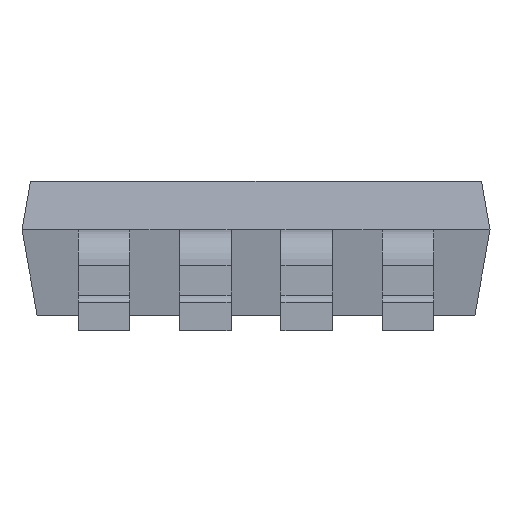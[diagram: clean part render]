
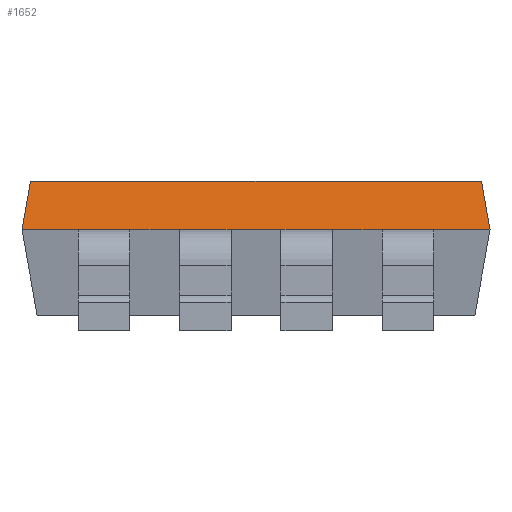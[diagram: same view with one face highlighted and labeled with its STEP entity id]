
A CAD part, front view. The second image highlights one B-rep face of the part: STEP entity #1652.
In plain terms, the highlighted planar face has unit normal (0, -0.985, 0.174).
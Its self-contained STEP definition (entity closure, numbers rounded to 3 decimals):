
#35 = DIRECTION ( 'NONE',  ( 1., 0., 0. ) ) ;
#135 = DIRECTION ( 'NONE',  ( -0.171, -0.171, -0.97 ) ) ;
#327 = CARTESIAN_POINT ( 'NONE',  ( -1.5, -1.5, 0. ) ) ;
#628 = VERTEX_POINT ( 'NONE', #9201 ) ;
#1045 = VERTEX_POINT ( 'NONE', #7844 ) ;
#1652 = ADVANCED_FACE ( 'NONE', ( #5945 ), #17620, .T. ) ;
#1927 = DIRECTION ( 'NONE',  ( 0., -0.985, 0.174 ) ) ;
#1997 = LINE ( 'NONE', #17958, #4147 ) ;
#2272 = LINE ( 'NONE', #9710, #8671 ) ;
#2299 = VECTOR ( 'NONE', #35, 1000. ) ;
#2468 = DIRECTION ( 'NONE',  ( 1., 0., 0. ) ) ;
#2480 = CARTESIAN_POINT ( 'NONE',  ( 1.5, -1.5, 0. ) ) ;
#2484 = VERTEX_POINT ( 'NONE', #2797 ) ;
#2797 = CARTESIAN_POINT ( 'NONE',  ( -0.16, -1.5, 0. ) ) ;
#3166 = CARTESIAN_POINT ( 'NONE',  ( 0.16, -1.5, 0. ) ) ;
#3409 = VERTEX_POINT ( 'NONE', #7736 ) ;
#3564 = AXIS2_PLACEMENT_3D ( 'NONE', #7463, #1927, #4715 ) ;
#3763 = VECTOR ( 'NONE', #135, 1000. ) ;
#4147 = VECTOR ( 'NONE', #9138, 1000. ) ;
#4174 = ORIENTED_EDGE ( 'NONE', *, *, #16845, .T. ) ;
#4279 = VECTOR ( 'NONE', #16386, 1000. ) ;
#4715 = DIRECTION ( 'NONE',  ( 0., -0.174, -0.985 ) ) ;
#4836 = VECTOR ( 'NONE', #6741, 1000. ) ;
#4839 = EDGE_CURVE ( 'NONE', #13026, #1045, #13882, .T. ) ;
#4879 = ORIENTED_EDGE ( 'NONE', *, *, #15725, .T. ) ;
#4979 = ORIENTED_EDGE ( 'NONE', *, *, #10754, .F. ) ;
#4986 = CARTESIAN_POINT ( 'NONE',  ( -1.5, -1.5, 0. ) ) ;
#5110 = VECTOR ( 'NONE', #9829, 1000. ) ;
#5394 = CARTESIAN_POINT ( 'NONE',  ( -0.49, -1.5, 0. ) ) ;
#5945 = FACE_OUTER_BOUND ( 'NONE', #8358, .T. ) ;
#5965 = VECTOR ( 'NONE', #10621, 1000. ) ;
#5973 = CARTESIAN_POINT ( 'NONE',  ( 1.14, -1.5, 0. ) ) ;
#6269 = DIRECTION ( 'NONE',  ( 1., 0., 0. ) ) ;
#6741 = DIRECTION ( 'NONE',  ( 1., 0., 0. ) ) ;
#7263 = LINE ( 'NONE', #13159, #2299 ) ;
#7463 = CARTESIAN_POINT ( 'NONE',  ( -1.5, -1.5, 0. ) ) ;
#7552 = DIRECTION ( 'NONE',  ( 1., 0., 0. ) ) ;
#7736 = CARTESIAN_POINT ( 'NONE',  ( -1.5, -1.5, 0. ) ) ;
#7844 = CARTESIAN_POINT ( 'NONE',  ( 1.445, -1.445, 0.31 ) ) ;
#7939 = EDGE_CURVE ( 'NONE', #13298, #628, #2272, .T. ) ;
#8324 = EDGE_CURVE ( 'NONE', #14731, #9097, #9541, .T. ) ;
#8358 = EDGE_LOOP ( 'NONE', ( #17615, #12985, #9090, #4174, #4879, #18054, #9105, #18785, #10061, #4979, #8878, #16682 ) ) ;
#8387 = DIRECTION ( 'NONE',  ( 1., 0., 0. ) ) ;
#8671 = VECTOR ( 'NONE', #2468, 1000. ) ;
#8878 = ORIENTED_EDGE ( 'NONE', *, *, #4839, .F. ) ;
#9090 = ORIENTED_EDGE ( 'NONE', *, *, #17411, .T. ) ;
#9097 = VERTEX_POINT ( 'NONE', #18514 ) ;
#9105 = ORIENTED_EDGE ( 'NONE', *, *, #15148, .T. ) ;
#9138 = DIRECTION ( 'NONE',  ( 1., 0., 0. ) ) ;
#9201 = CARTESIAN_POINT ( 'NONE',  ( -0.81, -1.5, 0. ) ) ;
#9336 = VECTOR ( 'NONE', #11368, 1000. ) ;
#9473 = VERTEX_POINT ( 'NONE', #5394 ) ;
#9541 = LINE ( 'NONE', #4986, #5965 ) ;
#9710 = CARTESIAN_POINT ( 'NONE',  ( -1.5, -1.5, 0. ) ) ;
#9829 = DIRECTION ( 'NONE',  ( 1., 0., 0. ) ) ;
#9890 = VERTEX_POINT ( 'NONE', #10604 ) ;
#10061 = ORIENTED_EDGE ( 'NONE', *, *, #8324, .T. ) ;
#10094 = EDGE_CURVE ( 'NONE', #3409, #13298, #18727, .T. ) ;
#10584 = VECTOR ( 'NONE', #7552, 1000. ) ;
#10604 = CARTESIAN_POINT ( 'NONE',  ( 0.81, -1.5, 0. ) ) ;
#10617 = CARTESIAN_POINT ( 'NONE',  ( -1.5, -1.5, 0. ) ) ;
#10621 = DIRECTION ( 'NONE',  ( 1., 0., 0. ) ) ;
#10754 = EDGE_CURVE ( 'NONE', #1045, #9097, #15802, .T. ) ;
#11368 = DIRECTION ( 'NONE',  ( 0.171, -0.171, -0.97 ) ) ;
#11396 = EDGE_CURVE ( 'NONE', #13026, #3409, #17627, .T. ) ;
#11588 = LINE ( 'NONE', #18752, #5110 ) ;
#11742 = CARTESIAN_POINT ( 'NONE',  ( -1.5, -1.5, 0. ) ) ;
#11797 = CARTESIAN_POINT ( 'NONE',  ( 0.49, -1.5, 0. ) ) ;
#12148 = VECTOR ( 'NONE', #6269, 1000. ) ;
#12557 = CARTESIAN_POINT ( 'NONE',  ( 0., -1.445, 0.31 ) ) ;
#12879 = VECTOR ( 'NONE', #8387, 1000. ) ;
#12985 = ORIENTED_EDGE ( 'NONE', *, *, #7939, .T. ) ;
#13026 = VERTEX_POINT ( 'NONE', #13921 ) ;
#13159 = CARTESIAN_POINT ( 'NONE',  ( -1.5, -1.5, 0. ) ) ;
#13298 = VERTEX_POINT ( 'NONE', #14251 ) ;
#13347 = LINE ( 'NONE', #13522, #10584 ) ;
#13522 = CARTESIAN_POINT ( 'NONE',  ( -1.5, -1.5, 0. ) ) ;
#13882 = LINE ( 'NONE', #12557, #12879 ) ;
#13921 = CARTESIAN_POINT ( 'NONE',  ( -1.445, -1.445, 0.31 ) ) ;
#14251 = CARTESIAN_POINT ( 'NONE',  ( -1.14, -1.5, 0. ) ) ;
#14731 = VERTEX_POINT ( 'NONE', #5973 ) ;
#15148 = EDGE_CURVE ( 'NONE', #15274, #9890, #7263, .T. ) ;
#15274 = VERTEX_POINT ( 'NONE', #11797 ) ;
#15725 = EDGE_CURVE ( 'NONE', #2484, #17761, #1997, .T. ) ;
#15802 = LINE ( 'NONE', #2480, #9336 ) ;
#16386 = DIRECTION ( 'NONE',  ( 1., 0., 0. ) ) ;
#16469 = EDGE_CURVE ( 'NONE', #17761, #15274, #13347, .T. ) ;
#16645 = LINE ( 'NONE', #10617, #4279 ) ;
#16682 = ORIENTED_EDGE ( 'NONE', *, *, #11396, .T. ) ;
#16845 = EDGE_CURVE ( 'NONE', #9473, #2484, #11588, .T. ) ;
#17411 = EDGE_CURVE ( 'NONE', #628, #9473, #18419, .T. ) ;
#17615 = ORIENTED_EDGE ( 'NONE', *, *, #10094, .T. ) ;
#17620 = PLANE ( 'NONE',  #3564 ) ;
#17627 = LINE ( 'NONE', #327, #3763 ) ;
#17761 = VERTEX_POINT ( 'NONE', #3166 ) ;
#17958 = CARTESIAN_POINT ( 'NONE',  ( -1.5, -1.5, 0. ) ) ;
#18054 = ORIENTED_EDGE ( 'NONE', *, *, #16469, .T. ) ;
#18314 = EDGE_CURVE ( 'NONE', #9890, #14731, #16645, .T. ) ;
#18419 = LINE ( 'NONE', #18617, #4836 ) ;
#18514 = CARTESIAN_POINT ( 'NONE',  ( 1.5, -1.5, 0. ) ) ;
#18617 = CARTESIAN_POINT ( 'NONE',  ( -1.5, -1.5, 0. ) ) ;
#18727 = LINE ( 'NONE', #11742, #12148 ) ;
#18752 = CARTESIAN_POINT ( 'NONE',  ( -1.5, -1.5, 0. ) ) ;
#18785 = ORIENTED_EDGE ( 'NONE', *, *, #18314, .T. ) ;
